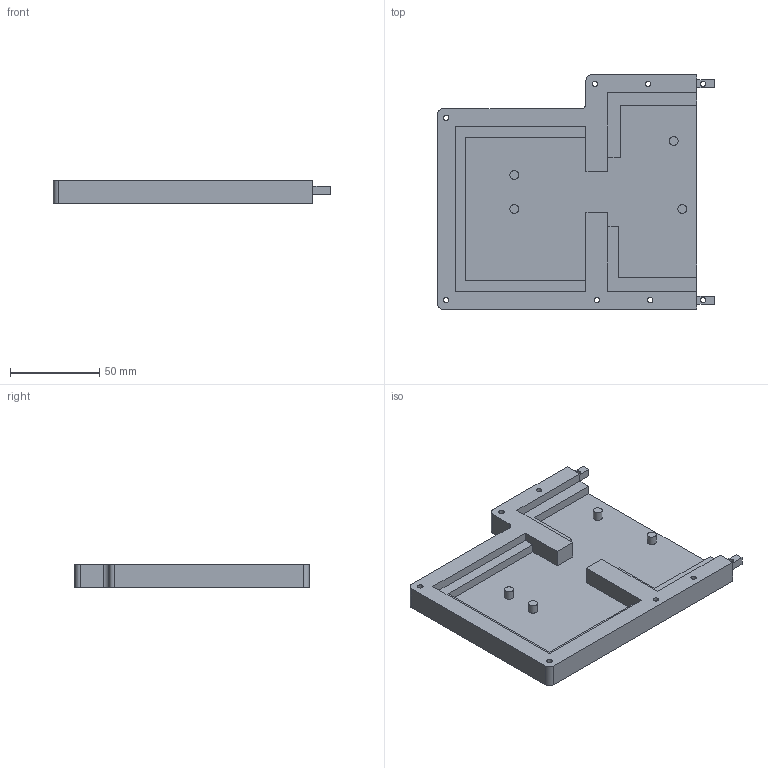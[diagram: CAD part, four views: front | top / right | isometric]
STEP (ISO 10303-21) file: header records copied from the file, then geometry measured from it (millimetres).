
FILE_DESCRIPTION(/* description */ (''),/* implementation_level */ '2;1');
FILE_NAME(/* name */ 'KB Bottom Case L.step',/* time_stamp */ '2026-01-08T09:37:14+01:00',/* author */ (''),/* organization */ (''),/* preprocessor_version */ 'ST-DEVELOPER v20.1',/* originating_system */ 'Autodesk Translation Framework v14.21.0.0',/* authorisation */ '');
FILE_SCHEMA (('AUTOMOTIVE_DESIGN { 1 0 10303 214 3 1 1 }'));
Length unit declared in the file: millimetre
Products named in the file (1): 2026-01-01-11-57-04-778
Bounding box: 155.72 x 131.54 x 13 mm (x, y, z)
Volume: 114331.2 mm3; surface area: 47709 mm2
Topology: 1 solids, 1 shells, 74 faces, 180 edges, 120 vertices
Faces by surface type: plane 52, cylinder 22
Full cylindrical faces by diameter (mm): 3 x8, 5 x4, 6 x6
Entity records: 2240 total; most frequent: CARTESIAN_POINT 375, DIRECTION 374, ORIENTED_EDGE 360, EDGE_CURVE 180, LINE 136, VECTOR 136, VERTEX_POINT 120, AXIS2_PLACEMENT_3D 119
